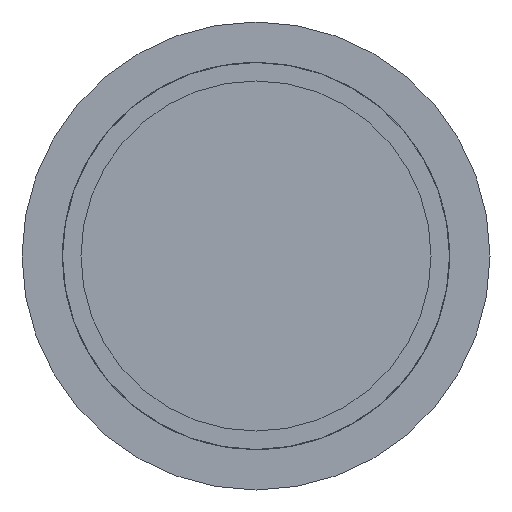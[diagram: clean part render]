
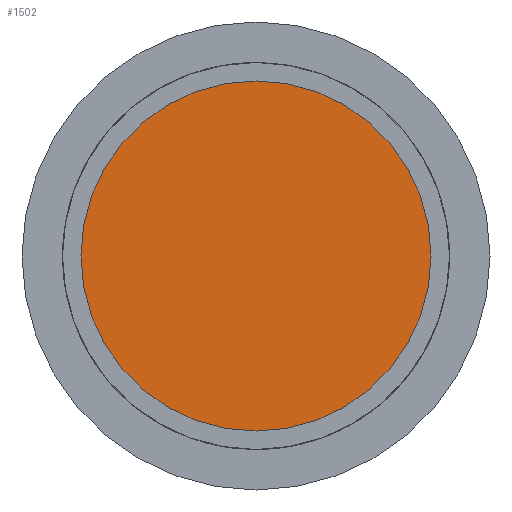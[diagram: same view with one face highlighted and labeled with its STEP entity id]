
A CAD part, front view. The second image highlights one B-rep face of the part: STEP entity #1502.
In plain terms, the highlighted planar face has unit normal (0, -1, 0).
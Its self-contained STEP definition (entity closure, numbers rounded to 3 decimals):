
#442 = AXIS2_PLACEMENT_3D ( 'NONE', #3613, #4689, #6865 ) ;
#764 = AXIS2_PLACEMENT_3D ( 'NONE', #3573, #3079, #5760 ) ;
#838 = EDGE_LOOP ( 'NONE', ( #1932, #5796 ) ) ;
#950 = CARTESIAN_POINT ( 'NONE',  ( 0., 6., 19. ) ) ;
#1189 = DIRECTION ( 'NONE',  ( 0., -1., 0. ) ) ;
#1326 = AXIS2_PLACEMENT_3D ( 'NONE', #1725, #1189, #3828 ) ;
#1502 = ADVANCED_FACE ( 'NONE', ( #5231 ), #5265, .F. ) ;
#1725 = CARTESIAN_POINT ( 'NONE',  ( 0., 6., 0. ) ) ;
#1932 = ORIENTED_EDGE ( 'NONE', *, *, #6234, .T. ) ;
#2260 = EDGE_CURVE ( 'NONE', #4824, #6602, #4978, .T. ) ;
#2922 = CIRCLE ( 'NONE', #764, 19. ) ;
#3079 = DIRECTION ( 'NONE',  ( 0., -1., 0. ) ) ;
#3573 = CARTESIAN_POINT ( 'NONE',  ( 0., 6., 0. ) ) ;
#3613 = CARTESIAN_POINT ( 'NONE',  ( 0., 6., 0. ) ) ;
#3828 = DIRECTION ( 'NONE',  ( 0., 0., -1. ) ) ;
#4689 = DIRECTION ( 'NONE',  ( 0., 1., 0. ) ) ;
#4824 = VERTEX_POINT ( 'NONE', #950 ) ;
#4978 = CIRCLE ( 'NONE', #1326, 19. ) ;
#5231 = FACE_OUTER_BOUND ( 'NONE', #838, .T. ) ;
#5265 = PLANE ( 'NONE',  #442 ) ;
#5550 = CARTESIAN_POINT ( 'NONE',  ( 0., 6., -19. ) ) ;
#5760 = DIRECTION ( 'NONE',  ( 0., 0., -1. ) ) ;
#5796 = ORIENTED_EDGE ( 'NONE', *, *, #2260, .T. ) ;
#6234 = EDGE_CURVE ( 'NONE', #6602, #4824, #2922, .T. ) ;
#6602 = VERTEX_POINT ( 'NONE', #5550 ) ;
#6865 = DIRECTION ( 'NONE',  ( 0., 0., 1. ) ) ;
